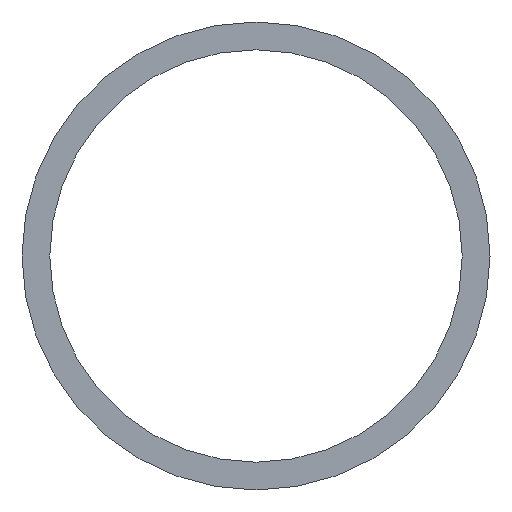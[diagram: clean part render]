
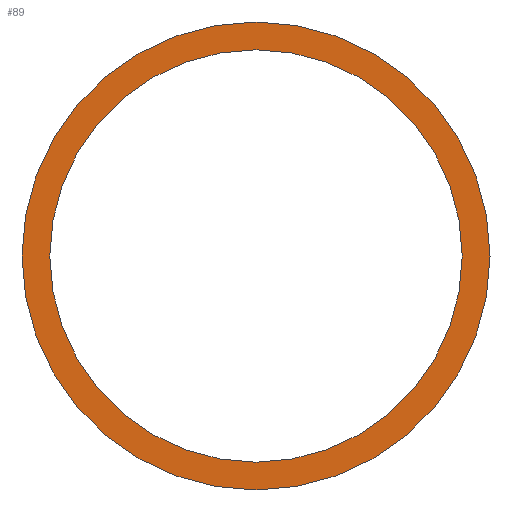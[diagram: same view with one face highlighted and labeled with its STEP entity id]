
A CAD part, left-side view. The second image highlights one B-rep face of the part: STEP entity #89.
In plain terms, the highlighted planar face has unit normal (-1, 0, 0).
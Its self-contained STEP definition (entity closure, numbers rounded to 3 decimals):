
#57 = VERTEX_POINT( '', #128 );
#67 = VERTEX_POINT( '', #139 );
#75 = EDGE_CURVE( '', #91, #93, #148, .T. );
#79 = EDGE_CURVE( '', #93, #91, #153, .T. );
#85 = EDGE_CURVE( '', #67, #57, #161, .T. );
#89 = ADVANCED_FACE( '', ( #165, #166 ), #167, .F. );
#91 = VERTEX_POINT( '', #169 );
#93 = VERTEX_POINT( '', #171 );
#99 = EDGE_CURVE( '', #57, #67, #177, .T. );
#128 = CARTESIAN_POINT( '', ( 0., 0., -138.8 ) );
#139 = CARTESIAN_POINT( '', ( 0., 0., 138.8 ) );
#148 = CIRCLE( '', #224, 157.5 );
#153 = CIRCLE( '', #230, 157.5 );
#161 = CIRCLE( '', #239, 138.8 );
#165 = FACE_OUTER_BOUND( '', #242, .T. );
#166 = FACE_BOUND( '', #243, .T. );
#167 = PLANE( '', #244 );
#169 = CARTESIAN_POINT( '', ( 0., 0., 157.5 ) );
#171 = CARTESIAN_POINT( '', ( 0., 0., -157.5 ) );
#177 = CIRCLE( '', #257, 138.8 );
#224 = AXIS2_PLACEMENT_3D( '', #301, #302, #303 );
#230 = AXIS2_PLACEMENT_3D( '', #312, #313, #314 );
#239 = AXIS2_PLACEMENT_3D( '', #323, #324, #325 );
#242 = EDGE_LOOP( '', ( #328, #329 ) );
#243 = EDGE_LOOP( '', ( #330, #331 ) );
#244 = AXIS2_PLACEMENT_3D( '', #332, #333, #334 );
#257 = AXIS2_PLACEMENT_3D( '', #336, #337, #338 );
#301 = CARTESIAN_POINT( '', ( 0., 0., 0. ) );
#302 = DIRECTION( '', ( 1., 0., 0. ) );
#303 = DIRECTION( '', ( 0., 0., -1. ) );
#312 = CARTESIAN_POINT( '', ( 0., 0., 0. ) );
#313 = DIRECTION( '', ( 1., 0., 0. ) );
#314 = DIRECTION( '', ( 0., 0., -1. ) );
#323 = CARTESIAN_POINT( '', ( 0., 0., 0. ) );
#324 = DIRECTION( '', ( 1., 0., 0. ) );
#325 = DIRECTION( '', ( 0., 0., -1. ) );
#328 = ORIENTED_EDGE( '', *, *, #79, .F. );
#329 = ORIENTED_EDGE( '', *, *, #75, .F. );
#330 = ORIENTED_EDGE( '', *, *, #99, .T. );
#331 = ORIENTED_EDGE( '', *, *, #85, .T. );
#332 = CARTESIAN_POINT( '', ( 0., 0., 0. ) );
#333 = DIRECTION( '', ( 1., 0., 0. ) );
#334 = DIRECTION( '', ( 0., 0., -1. ) );
#336 = CARTESIAN_POINT( '', ( 0., 0., 0. ) );
#337 = DIRECTION( '', ( 1., 0., 0. ) );
#338 = DIRECTION( '', ( 0., 0., -1. ) );
